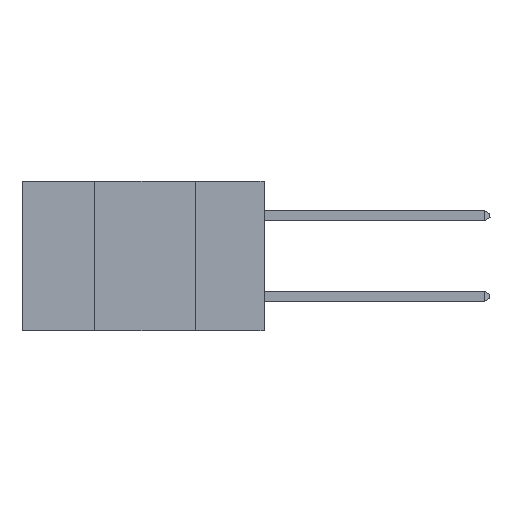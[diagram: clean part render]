
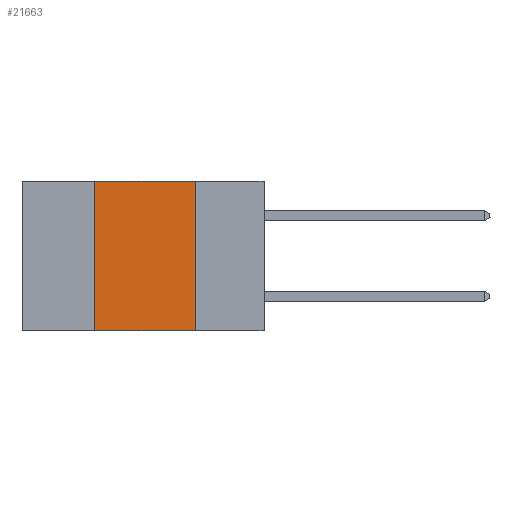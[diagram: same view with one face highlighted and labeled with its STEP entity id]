
A CAD part, left-side view. The second image highlights one B-rep face of the part: STEP entity #21663.
In plain terms, the highlighted planar face has unit normal (-1, 0, 0).
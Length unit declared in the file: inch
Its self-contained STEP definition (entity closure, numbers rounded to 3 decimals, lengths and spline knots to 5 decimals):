
#675 = VERTEX_POINT ( 'NONE', #23791 ) ;
#1882 = CARTESIAN_POINT ( 'NONE',  ( 0., 0.17, 0. ) ) ;
#2018 = DIRECTION ( 'NONE',  ( 1., 0., 0. ) ) ;
#2876 = EDGE_CURVE ( 'NONE', #675, #10237, #16347, .T. ) ;
#2978 = AXIS2_PLACEMENT_3D ( 'NONE', #14167, #2018, #16184 ) ;
#3588 = VECTOR ( 'NONE', #21532, 39.37008 ) ;
#4236 = LINE ( 'NONE', #13459, #3588 ) ;
#4962 = VECTOR ( 'NONE', #20665, 39.37008 ) ;
#5758 = VERTEX_POINT ( 'NONE', #8040 ) ;
#5797 = VERTEX_POINT ( 'NONE', #10163 ) ;
#5904 = LINE ( 'NONE', #21228, #21309 ) ;
#6257 = CARTESIAN_POINT ( 'NONE',  ( 0., 0.6, -0.37 ) ) ;
#6723 = LINE ( 'NONE', #6257, #12100 ) ;
#7079 = DIRECTION ( 'NONE',  ( 0., -1., 0. ) ) ;
#7866 = EDGE_CURVE ( 'NONE', #5758, #10237, #6723, .T. ) ;
#8040 = CARTESIAN_POINT ( 'NONE',  ( 0., 0.42, -0.37 ) ) ;
#8106 = PLANE ( 'NONE',  #2978 ) ;
#10163 = CARTESIAN_POINT ( 'NONE',  ( 0., 0.42, 0. ) ) ;
#10226 = ORIENTED_EDGE ( 'NONE', *, *, #24113, .F. ) ;
#10237 = VERTEX_POINT ( 'NONE', #25554 ) ;
#12100 = VECTOR ( 'NONE', #20313, 39.37008 ) ;
#13459 = CARTESIAN_POINT ( 'NONE',  ( 0., 0.42, 0. ) ) ;
#14167 = CARTESIAN_POINT ( 'NONE',  ( 0., 0.6, 0. ) ) ;
#14466 = ORIENTED_EDGE ( 'NONE', *, *, #19122, .F. ) ;
#14919 = ORIENTED_EDGE ( 'NONE', *, *, #2876, .F. ) ;
#16184 = DIRECTION ( 'NONE',  ( 0., 0., -1. ) ) ;
#16347 = LINE ( 'NONE', #1882, #4962 ) ;
#17914 = ORIENTED_EDGE ( 'NONE', *, *, #7866, .T. ) ;
#19122 = EDGE_CURVE ( 'NONE', #5758, #5797, #4236, .T. ) ;
#20313 = DIRECTION ( 'NONE',  ( 0., -1., 0. ) ) ;
#20665 = DIRECTION ( 'NONE',  ( 0., 0., -1. ) ) ;
#21228 = CARTESIAN_POINT ( 'NONE',  ( 0., 0.6, 0. ) ) ;
#21309 = VECTOR ( 'NONE', #7079, 39.37008 ) ;
#21532 = DIRECTION ( 'NONE',  ( 0., 0., 1. ) ) ;
#21663 = ADVANCED_FACE ( 'NONE', ( #26147 ), #8106, .F. ) ;
#23791 = CARTESIAN_POINT ( 'NONE',  ( 0., 0.17, 0. ) ) ;
#24113 = EDGE_CURVE ( 'NONE', #5797, #675, #5904, .T. ) ;
#24395 = EDGE_LOOP ( 'NONE', ( #14919, #10226, #14466, #17914 ) ) ;
#25554 = CARTESIAN_POINT ( 'NONE',  ( 0., 0.17, -0.37 ) ) ;
#26147 = FACE_OUTER_BOUND ( 'NONE', #24395, .T. ) ;
